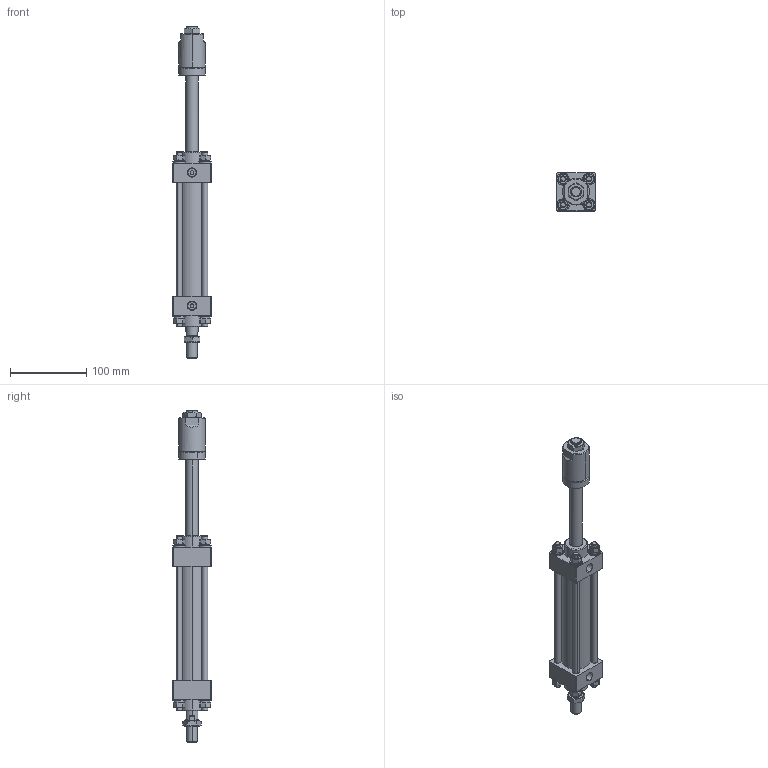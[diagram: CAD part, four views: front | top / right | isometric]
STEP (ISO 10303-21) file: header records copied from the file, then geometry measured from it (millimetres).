
FILE_DESCRIPTION (( 'STEP AP203' ), '1' );
FILE_NAME ('MOD-30-16-100-A30.STEP', '2021-04-28T00:14:01', ( '微软用户' ), ( '微软中国' ), 'SwSTEP 2.0', 'SolidWorks 2012', '' );
FILE_SCHEMA (( 'CONFIG_CONTROL_DESIGN' ));
Length unit declared in the file: millimetre
Products named in the file (11): MOD-30-16-100-A30; MOD-30-16-100-A30覃誹杶; MOD-30-16-100-A30遣喳杶; hex thin nuts-grades ab-chamfered gb_GB_FASTENER_NUT_STNAB M14-N; hex nuts 1-fine pitch-grades ab gb_GB_FASTENER_NUT_SNAB1XY M8X1-N; spring lock washers--normal type gb_GB_FASTENER_WASHER_SW 8; plain washers--product grade c gb_GB_FASTENER_WASHER_SMWC 8; MOD-30-16-100嶺裝; MOD-30-16-100-A30活塞杆; MOB-30-16-100前盖; MOB-30-16-100掛极
Assembly tree (36 placements, depth 2):
  MOD-30-16-100-A30
    MOB-30-16-100掛极
    MOB-30-16-100前盖  x2
    MOD-30-16-100-A30活塞杆
    MOD-30-16-100嶺裝  x4
    plain washers--product grade c gb_GB_FASTENER_WASHER_SMWC 8  x8
    spring lock washers--normal type gb_GB_FASTENER_WASHER_SW 8  x8
    hex nuts 1-fine pitch-grades ab gb_GB_FASTENER_NUT_SNAB1XY M8X1-N  x8
    hex thin nuts-grades ab-chamfered gb_GB_FASTENER_NUT_STNAB M14-N  x2
    MOD-30-16-100-A30遣喳杶
    MOD-30-16-100-A30覃誹杶
Bounding box: 50 x 50 x 436 mm (x, y, z)
Volume: 361464.6 mm3; surface area: 140721.4 mm2
Topology: 36 solids, 36 shells, 533 faces, 1176 edges, 731 vertices
Faces by surface type: plane 194, cylinder 178, cone 137, torus 24
Entity records: 8016 total; most frequent: CARTESIAN_POINT 1399, DIRECTION 1113, ORIENTED_EDGE 902, AXIS2_PLACEMENT_3D 469, EDGE_CURVE 451, VERTEX_POINT 277, EDGE_LOOP 242, CIRCLE 224
